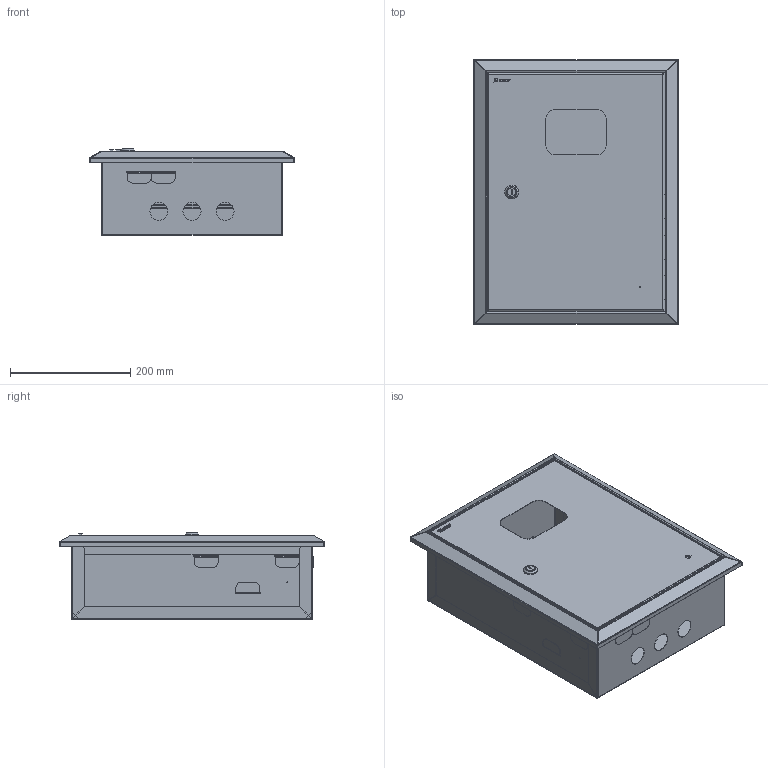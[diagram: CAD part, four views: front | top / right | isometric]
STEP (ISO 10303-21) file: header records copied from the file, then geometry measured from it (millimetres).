
FILE_DESCRIPTION (( 'STEP AP214' ), '1' );
FILE_NAME ('棞蚋 1-12 IP31 昈-1179 捘.STEP', '2017-09-13T06:37:31', ( 'Admin' ), ( '' ), 'SwSTEP 2.0', 'SolidWorks 2017', '' );
FILE_SCHEMA (( 'AUTOMOTIVE_DESIGN' ));
Length unit declared in the file: millimetre
Products named in the file (40): ÌÈ-1179.01.01.000 Ñòåíêà ëåâàÿ â ñáîðå_1; Çàìîê ïî÷òîâûé; Âíóòðåííåå òåëî çàìêà; 昈-1179.01.01.002 赶鎀鍧_1; Ãàéêà; ÌÈ-1179.01.01.001 Ñòåíêà ëåâàÿ_1; Ïðîêëàäêà ìåòàëëè÷åñêàÿ 2; ÌÈ-1179.01.03.000 Ñòåíêà çàäíÿÿ â ñáîðå_1; pan head cross recess screw_din_ISO 7045 - M4 x 6 - Z --- 6N; 昈-484.00.00.001 赶鎀鍧_1; Ïðîêëàäêà; ÌÈ-1179.04.00.000 Ïàíåëü ïðàâàÿ â ñáîðå; Êðîíøòåéí 40õ40_1; Washer 6402_3_gost_丐ｩ｡ 2 6 ヮ葬 6402-70; Øïèëüêà Ì6õ12; Øïèëüêà îáìåäíåííàÿ Ì6õ20_1; ÌÈ-1179.04.00.001 Ïàíåëü ïðàâàÿ; ÌÈ-1179.01.03.001 Ñòåíêà çàäíÿÿ_1; 哏铌; ÌÈ-1179.03.00.000 Ïàíåëü ëåâàÿ â ñáîðå_1; Ïðîêëàäêà ìåòàëëè÷åñêàÿ; 棞蚋 1-12 IP31 昈-1179 捘; Òåëî çàìêà; Øïèëüêà Ì6õ12_1; Çàêëåïêà öèëèíäðè÷åñêàÿ Ì4 ÑÒ-Á ñ âíóòðåííåé ðåçüáîé_Œ8; ÌÈ-1179.03.00.001 Ïàíåëü ëåâàÿ_1; øïèëüêà îáìåäíåííàÿ Ì6õ12_1; 相礤朦 聍弪麒赅 倘-514.00.00.001_1; 倘-1179.02.00.001 拟屦黖1; pan head cross recess screw_din_DIN EN ISO 7045 - M4 x 16 - Z - 16N; ÌÈ-1179.01.00.000 Êîðïóñ â ñáîðå_1; cross ph tapping 968_din_Screw DIN 968-ST4.2x13-C-H-N; ÌÈ-1179.01.02.000 Ñòåíêà ïðàâàÿ â ñáîðå; hex flange nut_din_Hexagon Flange Nut DIN 6923 - M6 - N; øïèëüêà îáìåäíåííàÿ Ì6õ12; DIN-謥濋趌1; Êðîíøòåéí 40õ40; ÌÈ-1179.02.00.000 Äâåðü â ñáîðå_1; ÌÈ-1179.01.02.001 Ñòåíêà ïðàâàÿ; 呧蜦 3D
Assembly tree (60 placements, depth 4):
  棞蚋 1-12 IP31 昈-1179 捘
    ÌÈ-1179.01.00.000 Êîðïóñ â ñáîðå_1
      ÌÈ-1179.01.03.000 Ñòåíêà çàäíÿÿ â ñáîðå_1
        ÌÈ-1179.01.03.001 Ñòåíêà çàäíÿÿ_1
        Øïèëüêà îáìåäíåííàÿ Ì6õ20_1  x2
        Êðîíøòåéí 40õ40_1  x2
      ÌÈ-1179.01.01.000 Ñòåíêà ëåâàÿ â ñáîðå_1
        ÌÈ-1179.01.01.001 Ñòåíêà ëåâàÿ_1
        Êðîíøòåéí 40õ40_1  x3
        昈-1179.01.01.002 赶鎀鍧_1
      ÌÈ-1179.01.02.000 Ñòåíêà ïðàâàÿ â ñáîðå
        ÌÈ-1179.01.02.001 Ñòåíêà ïðàâàÿ
        Êðîíøòåéí 40õ40  x3
        øïèëüêà îáìåäíåííàÿ Ì6õ12
    ÌÈ-1179.02.00.000 Äâåðü â ñáîðå_1
      倘-1179.02.00.001 拟屦黖1
      øïèëüêà îáìåäíåííàÿ Ì6õ12_1
      Çàêëåïêà öèëèíäðè÷åñêàÿ Ì4 ÑÒ-Á ñ âíóòðåííåé ðåçüáîé_Œ8  x2
      Çàìîê ïî÷òîâûé
        Òåëî çàìêà
        Ïðîêëàäêà ìåòàëëè÷åñêàÿ
        哏铌
        Washer 6402_3_gost_丐ｩ｡ 2 6 ヮ葬 6402-70
        Ïðîêëàäêà
        pan head cross recess screw_din_ISO 7045 - M4 x 6 - Z --- 6N
        Ïðîêëàäêà ìåòàëëè÷åñêàÿ 2
        Ãàéêà
        Âíóòðåííåå òåëî çàìêà
      呧蜦 3D
    DIN-謥濋趌1
    hex flange nut_din_Hexagon Flange Nut DIN 6923 - M6 - N  x4
    cross ph tapping 968_din_Screw DIN 968-ST4.2x13-C-H-N  x10
    pan head cross recess screw_din_DIN EN ISO 7045 - M4 x 16 - Z - 16N  x2
    相礤朦 聍弪麒赅 倘-514.00.00.001_1
    ÌÈ-1179.03.00.000 Ïàíåëü ëåâàÿ â ñáîðå_1
      ÌÈ-1179.03.00.001 Ïàíåëü ëåâàÿ_1
      Øïèëüêà Ì6õ12_1
    ÌÈ-1179.04.00.000 Ïàíåëü ïðàâàÿ â ñáîðå
      ÌÈ-1179.04.00.001 Ïàíåëü ïðàâàÿ
      Øïèëüêà Ì6õ12
    昈-484.00.00.001 赶鎀鍧_1
Bounding box: 340 x 440.01 x 144.2 mm (x, y, z)
Volume: 481211.7 mm3; surface area: 1326199 mm2
Topology: 59 solids, 59 shells, 1663 faces, 4156 edges, 2647 vertices
Faces by surface type: plane 892, cylinder 442, bspline 217, cone 112
Entity records: 40963 total; most frequent: CARTESIAN_POINT 11076, ORIENTED_EDGE 5056, DIRECTION 4826, EDGE_CURVE 2528, LINE 1636, VECTOR 1636, VERTEX_POINT 1603, AXIS2_PLACEMENT_3D 1595
